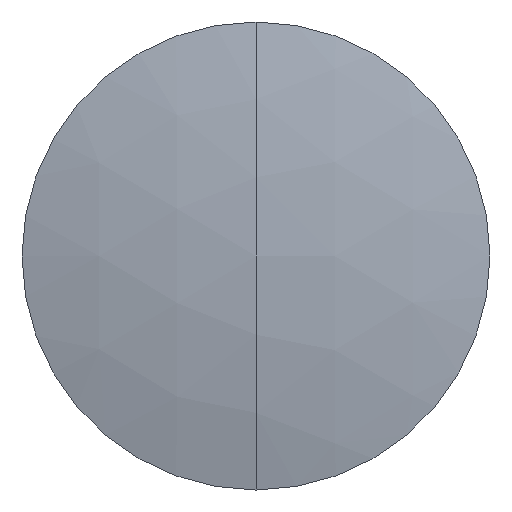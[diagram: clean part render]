
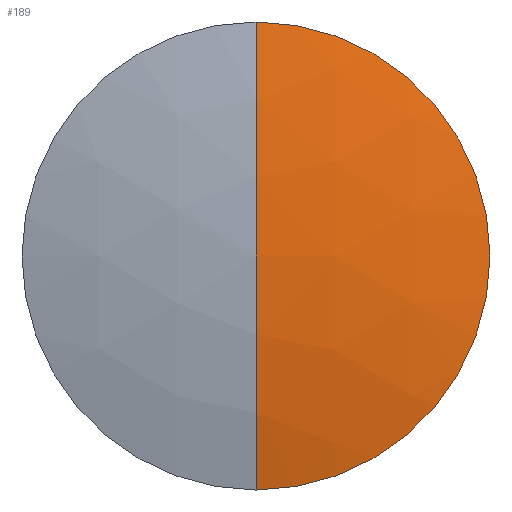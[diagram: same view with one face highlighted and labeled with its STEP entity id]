
A CAD part, left-side view. The second image highlights one B-rep face of the part: STEP entity #189.
In plain terms, the highlighted spherical face has radius 31.888 mm.
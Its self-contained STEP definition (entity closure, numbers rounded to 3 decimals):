
#4 = ORIENTED_EDGE ( 'NONE', *, *, #226, .T. ) ;
#6 = CARTESIAN_POINT ( 'NONE',  ( 13.011, 0., -7.5 ) ) ;
#8 = CARTESIAN_POINT ( 'NONE',  ( 44.004, 0., 0. ) ) ;
#27 = AXIS2_PLACEMENT_3D ( 'NONE', #320, #286, #225 ) ;
#36 = EDGE_CURVE ( 'NONE', #134, #109, #296, .T. ) ;
#39 = DIRECTION ( 'NONE',  ( 0., -1., 0. ) ) ;
#98 = SPHERICAL_SURFACE ( 'NONE', #173, 31.888 ) ;
#109 = VERTEX_POINT ( 'NONE', #167 ) ;
#116 = AXIS2_PLACEMENT_3D ( 'NONE', #215, #140, #325 ) ;
#131 = CIRCLE ( 'NONE', #264, 31.888 ) ;
#134 = VERTEX_POINT ( 'NONE', #6 ) ;
#140 = DIRECTION ( 'NONE',  ( -1., 0., 0. ) ) ;
#142 = CARTESIAN_POINT ( 'NONE',  ( 13.011, 0., 7.5 ) ) ;
#158 = EDGE_LOOP ( 'NONE', ( #305, #4, #314 ) ) ;
#159 = VERTEX_POINT ( 'NONE', #142 ) ;
#167 = CARTESIAN_POINT ( 'NONE',  ( 12.116, 0., 0. ) ) ;
#173 = AXIS2_PLACEMENT_3D ( 'NONE', #207, #283, #287 ) ;
#189 = ADVANCED_FACE ( 'NONE', ( #291 ), #98, .T. ) ;
#207 = CARTESIAN_POINT ( 'NONE',  ( 44.004, 0., 0. ) ) ;
#215 = CARTESIAN_POINT ( 'NONE',  ( 13.011, 0., 0. ) ) ;
#225 = DIRECTION ( 'NONE',  ( 0., 0., 1. ) ) ;
#226 = EDGE_CURVE ( 'NONE', #159, #109, #131, .T. ) ;
#251 = CIRCLE ( 'NONE', #116, 7.5 ) ;
#264 = AXIS2_PLACEMENT_3D ( 'NONE', #8, #39, #338 ) ;
#283 = DIRECTION ( 'NONE',  ( 0., -1., 0. ) ) ;
#286 = DIRECTION ( 'NONE',  ( 0., 1., 0. ) ) ;
#287 = DIRECTION ( 'NONE',  ( 0., 0., -1. ) ) ;
#291 = FACE_OUTER_BOUND ( 'NONE', #158, .T. ) ;
#296 = CIRCLE ( 'NONE', #27, 31.888 ) ;
#299 = EDGE_CURVE ( 'NONE', #134, #159, #251, .T. ) ;
#305 = ORIENTED_EDGE ( 'NONE', *, *, #299, .T. ) ;
#314 = ORIENTED_EDGE ( 'NONE', *, *, #36, .F. ) ;
#320 = CARTESIAN_POINT ( 'NONE',  ( 44.004, 0., 0. ) ) ;
#325 = DIRECTION ( 'NONE',  ( 0., 0., 1. ) ) ;
#338 = DIRECTION ( 'NONE',  ( 0., 0., -1. ) ) ;
